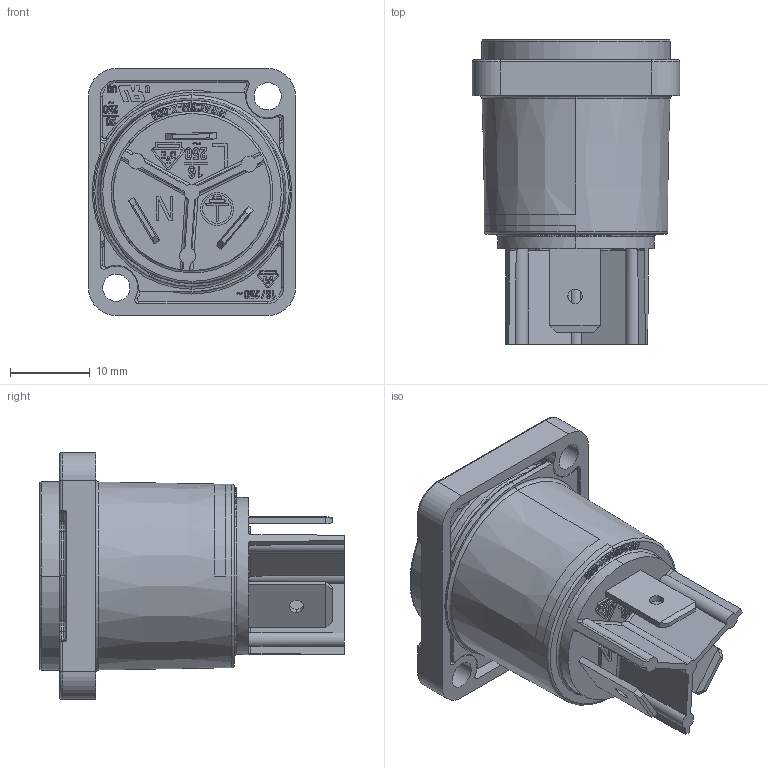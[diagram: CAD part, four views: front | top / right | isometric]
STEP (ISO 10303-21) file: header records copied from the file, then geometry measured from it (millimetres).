
FILE_DESCRIPTION((''),'2;1');
FILE_NAME('PRT0083_1','2022-01-12T',('wpi'),(''),'PRO/ENGINEER BY PARAMETRIC TECHNOLOGY CORPORATION, 2013040','PRO/ENGINEER BY PARAMETRIC TECHNOLOGY CORPORATION, 2013040','');
FILE_SCHEMA(('AUTOMOTIVE_DESIGN { 1 0 10303 214 1 1 1 1 }'));
Length unit declared in the file: millimetre
Products named in the file (1): PRT0083_1
Bounding box: 26 x 38.2 x 31 mm (x, y, z)
Volume: 8318.6 mm3; surface area: 7603.2 mm2
Topology: 2 solids, 11 shells, 1608 faces, 4454 edges, 2942 vertices
Faces by surface type: plane 676, extrusion 430, cylinder 276, torus 96, cone 58, bspline 55, sphere 17
Entity records: 63145 total; most frequent: CARTESIAN_POINT 19165, ORIENTED_EDGE 8870, DIRECTION 6633, EDGE_CURVE 4435, VERTEX_POINT 2942, VECTOR 2647, LINE 2217, AXIS2_PLACEMENT_3D 1993
